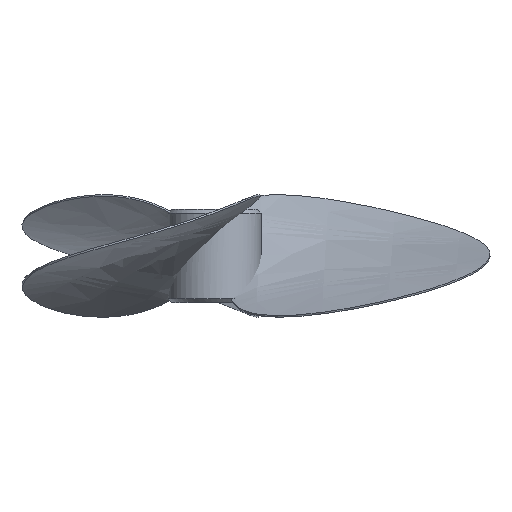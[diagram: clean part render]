
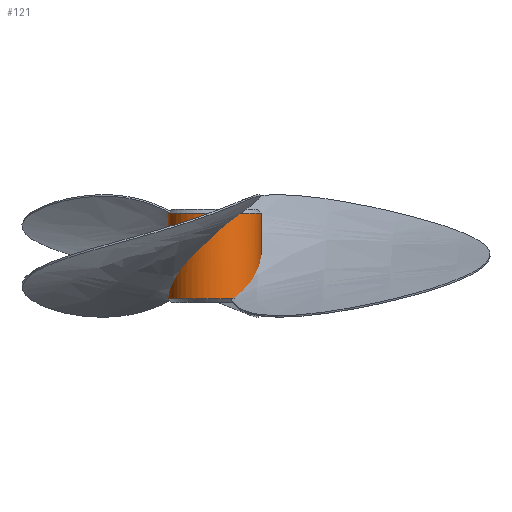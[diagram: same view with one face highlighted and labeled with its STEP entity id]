
A CAD part, top view. The second image highlights one B-rep face of the part: STEP entity #121.
In plain terms, the highlighted free-form (B-spline) face has degree [2, 1] with [9, 2] control points.
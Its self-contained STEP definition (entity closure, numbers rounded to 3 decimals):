
#86 = VERTEX_POINT('',#87);
#87 = CARTESIAN_POINT('',(-55.023,-50.622,
    0.));
#92 = EDGE_CURVE('',#86,#86,#93,.T.);
#93 = ( BOUNDED_CURVE() B_SPLINE_CURVE(2,(#94,#95,#96,#97,#98,#99,#100),
.UNSPECIFIED.,.T.,.F.) B_SPLINE_CURVE_WITH_KNOTS((3,2,2,3),(
    3.142,5.236,7.33,9.425),
.PIECEWISE_BEZIER_KNOTS.) CURVE() GEOMETRIC_REPRESENTATION_ITEM() 
RATIONAL_B_SPLINE_CURVE((1.,0.5,1.,0.5,1.,0.5,1.)) REPRESENTATION_ITEM(
  '') );
#94 = CARTESIAN_POINT('',(-55.023,-50.622,
    0.));
#95 = CARTESIAN_POINT('',(-55.023,-50.622,
    -95.303));
#96 = CARTESIAN_POINT('',(27.512,-50.622,
    -47.652));
#97 = CARTESIAN_POINT('',(110.047,-50.622,
    0.));
#98 = CARTESIAN_POINT('',(27.512,-50.622,
    47.652));
#99 = CARTESIAN_POINT('',(-55.023,-50.622,
    95.303));
#100 = CARTESIAN_POINT('',(-55.023,-50.622,
    0.));
#121 = ADVANCED_FACE('',(#122),#143,.T.);
#122 = FACE_BOUND('',#123,.T.);
#123 = EDGE_LOOP('',(#124,#136,#141,#142));
#124 = ORIENTED_EDGE('',*,*,#125,.F.);
#125 = EDGE_CURVE('',#126,#126,#128,.T.);
#126 = VERTEX_POINT('',#127);
#127 = CARTESIAN_POINT('',(-55.023,50.622,
    0.));
#128 = ( BOUNDED_CURVE() B_SPLINE_CURVE(2,(#129,#130,#131,#132,#133,#134
,#135),.UNSPECIFIED.,.T.,.F.) B_SPLINE_CURVE_WITH_KNOTS((3,2,2,3),(
    3.142,5.236,7.33,9.425),
.PIECEWISE_BEZIER_KNOTS.) CURVE() GEOMETRIC_REPRESENTATION_ITEM() 
RATIONAL_B_SPLINE_CURVE((1.,0.5,1.,0.5,1.,0.5,1.)) REPRESENTATION_ITEM(
  '') );
#129 = CARTESIAN_POINT('',(-55.023,50.622,
    0.));
#130 = CARTESIAN_POINT('',(-55.023,50.622,
    95.303));
#131 = CARTESIAN_POINT('',(27.512,50.622,
    47.652));
#132 = CARTESIAN_POINT('',(110.047,50.622,
    0.));
#133 = CARTESIAN_POINT('',(27.512,50.622,
    -47.652));
#134 = CARTESIAN_POINT('',(-55.023,50.622,
    -95.303));
#135 = CARTESIAN_POINT('',(-55.023,50.622,
    0.));
#136 = ORIENTED_EDGE('',*,*,#137,.T.);
#137 = EDGE_CURVE('',#126,#86,#138,.T.);
#138 = B_SPLINE_CURVE_WITH_KNOTS('',1,(#139,#140),.UNSPECIFIED.,.F.,.F.,
  (2,2),(-46.,46.),.PIECEWISE_BEZIER_KNOTS.);
#139 = CARTESIAN_POINT('',(-55.023,50.622,
    0.));
#140 = CARTESIAN_POINT('',(-55.023,-50.622,
    0.));
#141 = ORIENTED_EDGE('',*,*,#92,.F.);
#142 = ORIENTED_EDGE('',*,*,#137,.F.);
#143 = ( BOUNDED_SURFACE() B_SPLINE_SURFACE(2,1,(
    (#144,#145)
    ,(#146,#147)
    ,(#148,#149)
    ,(#150,#151)
    ,(#152,#153)
    ,(#154,#155)
    ,(#156,#157)
    ,(#158,#159)
,(#160,#161
    )),.UNSPECIFIED.,.T.,.F.,.F.) B_SPLINE_SURFACE_WITH_KNOTS((3,2,2,2,3
    ),(2,2),(-3.142,-2.094,0.,2.094,
    3.142),(-46.,46.),.UNSPECIFIED.) 
GEOMETRIC_REPRESENTATION_ITEM() RATIONAL_B_SPLINE_SURFACE((
    (0.75,0.75)
    ,(0.75,0.75)
    ,(1.,1.)
    ,(0.5,0.5)
    ,(1.,1.)
    ,(0.5,0.5)
    ,(1.,1.)
    ,(0.75,0.75)
,(0.75,0.75))) REPRESENTATION_ITEM('') SURFACE() );
#144 = CARTESIAN_POINT('',(-55.023,-50.622,
    0.));
#145 = CARTESIAN_POINT('',(-55.023,50.622,
    0.));
#146 = CARTESIAN_POINT('',(-55.023,-50.622,
    31.768));
#147 = CARTESIAN_POINT('',(-55.023,50.622,
    31.768));
#148 = CARTESIAN_POINT('',(-27.512,-50.622,
    47.652));
#149 = CARTESIAN_POINT('',(-27.512,50.622,
    47.652));
#150 = CARTESIAN_POINT('',(55.023,-50.622,
    95.303));
#151 = CARTESIAN_POINT('',(55.023,50.622,
    95.303));
#152 = CARTESIAN_POINT('',(55.023,-50.622,0.));
#153 = CARTESIAN_POINT('',(55.023,50.622,0.));
#154 = CARTESIAN_POINT('',(55.023,-50.622,
    -95.303));
#155 = CARTESIAN_POINT('',(55.023,50.622,
    -95.303));
#156 = CARTESIAN_POINT('',(-27.512,-50.622,
    -47.652));
#157 = CARTESIAN_POINT('',(-27.512,50.622,
    -47.652));
#158 = CARTESIAN_POINT('',(-55.023,-50.622,
    -31.768));
#159 = CARTESIAN_POINT('',(-55.023,50.622,
    -31.768));
#160 = CARTESIAN_POINT('',(-55.023,-50.622,
    0.));
#161 = CARTESIAN_POINT('',(-55.023,50.622,
    0.));
